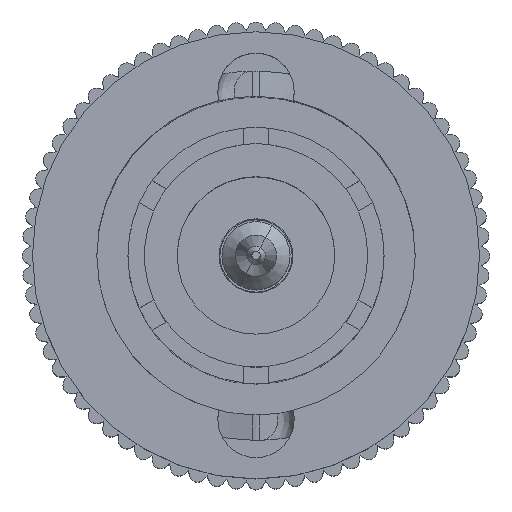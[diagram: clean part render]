
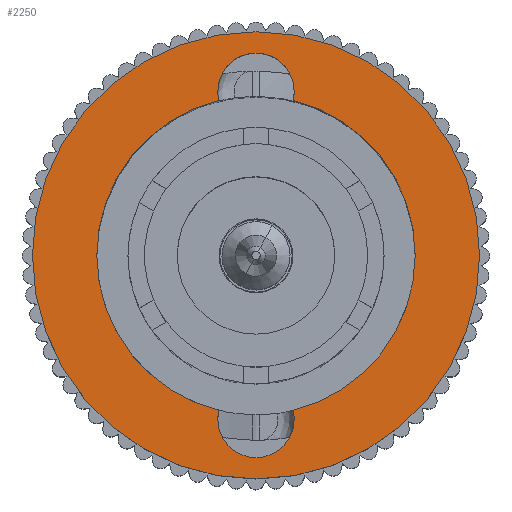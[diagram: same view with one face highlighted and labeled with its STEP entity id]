
A CAD part, top view. The second image highlights one B-rep face of the part: STEP entity #2250.
In plain terms, the highlighted planar face has unit normal (0, 0, 1).
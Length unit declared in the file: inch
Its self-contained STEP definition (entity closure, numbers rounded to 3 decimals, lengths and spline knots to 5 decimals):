
#103 = ORIENTED_EDGE ( 'NONE', *, *, #13736, .T. ) ;
#375 = ORIENTED_EDGE ( 'NONE', *, *, #2762, .F. ) ;
#423 = VERTEX_POINT ( 'NONE', #6949 ) ;
#430 = DIRECTION ( 'NONE',  ( 1., 0., 0. ) ) ;
#528 = CIRCLE ( 'NONE', #4791, 0.194 ) ;
#551 = DIRECTION ( 'NONE',  ( 0., 0., 1. ) ) ;
#757 = DIRECTION ( 'NONE',  ( 0., 0., 1. ) ) ;
#1203 = EDGE_CURVE ( 'NONE', #10724, #4660, #6454, .T. ) ;
#1212 = VERTEX_POINT ( 'NONE', #2800 ) ;
#1238 = AXIS2_PLACEMENT_3D ( 'NONE', #8289, #10415, #11529 ) ;
#1393 = CARTESIAN_POINT ( 'NONE',  ( 0., -0.2, 0. ) ) ;
#1618 = CARTESIAN_POINT ( 'NONE',  ( -0.194, 0., 0. ) ) ;
#1641 = CARTESIAN_POINT ( 'NONE',  ( 0., 0., 0. ) ) ;
#1686 = FACE_BOUND ( 'NONE', #12299, .T. ) ;
#1852 = CARTESIAN_POINT ( 'NONE',  ( 0., -0.2, 0. ) ) ;
#2096 = VERTEX_POINT ( 'NONE', #5591 ) ;
#2138 = AXIS2_PLACEMENT_3D ( 'NONE', #5126, #9134, #10200 ) ;
#2229 = VERTEX_POINT ( 'NONE', #1618 ) ;
#2250 = ADVANCED_FACE ( 'NONE', ( #1686, #13498 ), #3874, .T. ) ;
#2762 = EDGE_CURVE ( 'NONE', #4660, #423, #7312, .T. ) ;
#2780 = ORIENTED_EDGE ( 'NONE', *, *, #7383, .T. ) ;
#2800 = CARTESIAN_POINT ( 'NONE',  ( -0.0451, 0.18868, 0. ) ) ;
#2829 = DIRECTION ( 'NONE',  ( 1., 0., 0. ) ) ;
#2841 = AXIS2_PLACEMENT_3D ( 'NONE', #5590, #6715, #10991 ) ;
#2962 = CIRCLE ( 'NONE', #7723, 0.194 ) ;
#2977 = ORIENTED_EDGE ( 'NONE', *, *, #11869, .F. ) ;
#3021 = CIRCLE ( 'NONE', #10247, 0.194 ) ;
#3037 = EDGE_CURVE ( 'NONE', #2096, #6671, #3021, .T. ) ;
#3129 = EDGE_CURVE ( 'NONE', #10654, #5238, #8557, .T. ) ;
#3223 = CARTESIAN_POINT ( 'NONE',  ( 0.2725, 0., 0. ) ) ;
#3469 = CARTESIAN_POINT ( 'NONE',  ( 0., 0., 0. ) ) ;
#3792 = CARTESIAN_POINT ( 'NONE',  ( 0., 0.2, 0. ) ) ;
#3874 = PLANE ( 'NONE',  #9477 ) ;
#4384 = DIRECTION ( 'NONE',  ( 1., 0., 0. ) ) ;
#4613 = DIRECTION ( 'NONE',  ( 0., 0., 1. ) ) ;
#4660 = VERTEX_POINT ( 'NONE', #9948 ) ;
#4752 = VERTEX_POINT ( 'NONE', #5354 ) ;
#4791 = AXIS2_PLACEMENT_3D ( 'NONE', #13466, #8330, #12559 ) ;
#5021 = EDGE_CURVE ( 'NONE', #1212, #2229, #528, .T. ) ;
#5126 = CARTESIAN_POINT ( 'NONE',  ( 0., 0., 0. ) ) ;
#5238 = VERTEX_POINT ( 'NONE', #12081 ) ;
#5288 = EDGE_CURVE ( 'NONE', #2229, #8160, #2962, .T. ) ;
#5330 = EDGE_CURVE ( 'NONE', #6671, #10724, #7041, .T. ) ;
#5338 = CARTESIAN_POINT ( 'NONE',  ( 0., 0.2, 0. ) ) ;
#5354 = CARTESIAN_POINT ( 'NONE',  ( -0.2725, 0., 0. ) ) ;
#5590 = CARTESIAN_POINT ( 'NONE',  ( 0., -0.2, 0. ) ) ;
#5591 = CARTESIAN_POINT ( 'NONE',  ( 0.0451, -0.18868, 0. ) ) ;
#6062 = DIRECTION ( 'NONE',  ( -1., 0., 0. ) ) ;
#6454 = CIRCLE ( 'NONE', #11844, 0.0465 ) ;
#6499 = AXIS2_PLACEMENT_3D ( 'NONE', #3469, #7853, #6939 ) ;
#6671 = VERTEX_POINT ( 'NONE', #8635 ) ;
#6715 = DIRECTION ( 'NONE',  ( 0., 0., 1. ) ) ;
#6792 = AXIS2_PLACEMENT_3D ( 'NONE', #1852, #757, #4384 ) ;
#6825 = AXIS2_PLACEMENT_3D ( 'NONE', #5338, #9617, #11660 ) ;
#6939 = DIRECTION ( 'NONE',  ( 1., 0., 0. ) ) ;
#6949 = CARTESIAN_POINT ( 'NONE',  ( -0.0465, 0.2, 0. ) ) ;
#7041 = CIRCLE ( 'NONE', #13091, 0.194 ) ;
#7100 = ORIENTED_EDGE ( 'NONE', *, *, #5330, .F. ) ;
#7312 = CIRCLE ( 'NONE', #1238, 0.0465 ) ;
#7383 = EDGE_CURVE ( 'NONE', #9983, #4752, #11220, .T. ) ;
#7456 = ORIENTED_EDGE ( 'NONE', *, *, #9923, .F. ) ;
#7723 = AXIS2_PLACEMENT_3D ( 'NONE', #12344, #4613, #7993 ) ;
#7786 = CIRCLE ( 'NONE', #2138, 0.2725 ) ;
#7853 = DIRECTION ( 'NONE',  ( 0., 0., 1. ) ) ;
#7993 = DIRECTION ( 'NONE',  ( 1., 0., 0. ) ) ;
#8089 = DIRECTION ( 'NONE',  ( 0., 0., 1. ) ) ;
#8160 = VERTEX_POINT ( 'NONE', #12978 ) ;
#8183 = CIRCLE ( 'NONE', #8636, 0.0465 ) ;
#8289 = CARTESIAN_POINT ( 'NONE',  ( 0., 0.2, 0. ) ) ;
#8330 = DIRECTION ( 'NONE',  ( 0., 0., 1. ) ) ;
#8348 = ORIENTED_EDGE ( 'NONE', *, *, #5288, .F. ) ;
#8425 = CARTESIAN_POINT ( 'NONE',  ( 0.2725, 0., 0. ) ) ;
#8557 = CIRCLE ( 'NONE', #6792, 0.0465 ) ;
#8609 = CIRCLE ( 'NONE', #6825, 0.0465 ) ;
#8635 = CARTESIAN_POINT ( 'NONE',  ( 0.194, 0., 0. ) ) ;
#8636 = AXIS2_PLACEMENT_3D ( 'NONE', #1393, #13149, #430 ) ;
#8699 = CIRCLE ( 'NONE', #2841, 0.0465 ) ;
#9134 = DIRECTION ( 'NONE',  ( 0., 0., 1. ) ) ;
#9166 = DIRECTION ( 'NONE',  ( 0., 0., 1. ) ) ;
#9463 = ORIENTED_EDGE ( 'NONE', *, *, #1203, .F. ) ;
#9477 = AXIS2_PLACEMENT_3D ( 'NONE', #3223, #13710, #13856 ) ;
#9617 = DIRECTION ( 'NONE',  ( 0., 0., 1. ) ) ;
#9923 = EDGE_CURVE ( 'NONE', #423, #1212, #8609, .T. ) ;
#9948 = CARTESIAN_POINT ( 'NONE',  ( 0.0465, 0.2, 0. ) ) ;
#9983 = VERTEX_POINT ( 'NONE', #8425 ) ;
#10049 = CARTESIAN_POINT ( 'NONE',  ( 0., 0., 0. ) ) ;
#10200 = DIRECTION ( 'NONE',  ( 1., 0., 0. ) ) ;
#10247 = AXIS2_PLACEMENT_3D ( 'NONE', #10049, #551, #11101 ) ;
#10415 = DIRECTION ( 'NONE',  ( 0., 0., 1. ) ) ;
#10453 = ORIENTED_EDGE ( 'NONE', *, *, #3129, .F. ) ;
#10654 = VERTEX_POINT ( 'NONE', #13314 ) ;
#10724 = VERTEX_POINT ( 'NONE', #12477 ) ;
#10881 = EDGE_CURVE ( 'NONE', #8160, #10654, #8699, .T. ) ;
#10991 = DIRECTION ( 'NONE',  ( 1., 0., 0. ) ) ;
#11101 = DIRECTION ( 'NONE',  ( 1., 0., 0. ) ) ;
#11220 = CIRCLE ( 'NONE', #6499, 0.2725 ) ;
#11365 = ORIENTED_EDGE ( 'NONE', *, *, #5021, .F. ) ;
#11529 = DIRECTION ( 'NONE',  ( -1., 0., 0. ) ) ;
#11660 = DIRECTION ( 'NONE',  ( -1., 0., 0. ) ) ;
#11844 = AXIS2_PLACEMENT_3D ( 'NONE', #3792, #8089, #6062 ) ;
#11869 = EDGE_CURVE ( 'NONE', #5238, #2096, #8183, .T. ) ;
#12081 = CARTESIAN_POINT ( 'NONE',  ( 0.0465, -0.2, 0. ) ) ;
#12097 = ORIENTED_EDGE ( 'NONE', *, *, #10881, .F. ) ;
#12299 = EDGE_LOOP ( 'NONE', ( #11365, #7456, #375, #9463, #7100, #13663, #2977, #10453, #12097, #8348 ) ) ;
#12344 = CARTESIAN_POINT ( 'NONE',  ( 0., 0., 0. ) ) ;
#12477 = CARTESIAN_POINT ( 'NONE',  ( 0.0451, 0.18868, 0. ) ) ;
#12559 = DIRECTION ( 'NONE',  ( 1., 0., 0. ) ) ;
#12978 = CARTESIAN_POINT ( 'NONE',  ( -0.0451, -0.18868, 0. ) ) ;
#13091 = AXIS2_PLACEMENT_3D ( 'NONE', #1641, #9166, #2829 ) ;
#13149 = DIRECTION ( 'NONE',  ( 0., 0., 1. ) ) ;
#13314 = CARTESIAN_POINT ( 'NONE',  ( -0.0465, -0.2, 0. ) ) ;
#13406 = EDGE_LOOP ( 'NONE', ( #2780, #103 ) ) ;
#13466 = CARTESIAN_POINT ( 'NONE',  ( 0., 0., 0. ) ) ;
#13498 = FACE_OUTER_BOUND ( 'NONE', #13406, .T. ) ;
#13663 = ORIENTED_EDGE ( 'NONE', *, *, #3037, .F. ) ;
#13710 = DIRECTION ( 'NONE',  ( 0., 0., 1. ) ) ;
#13736 = EDGE_CURVE ( 'NONE', #4752, #9983, #7786, .T. ) ;
#13856 = DIRECTION ( 'NONE',  ( 1., 0., 0. ) ) ;
